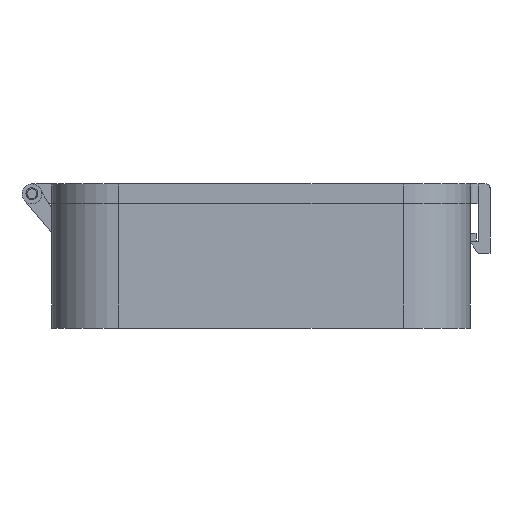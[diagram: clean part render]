
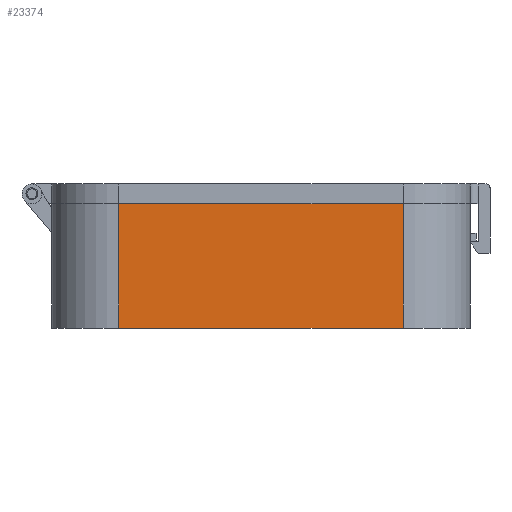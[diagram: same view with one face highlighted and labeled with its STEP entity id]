
A CAD part, front view. The second image highlights one B-rep face of the part: STEP entity #23374.
In plain terms, the highlighted planar face has unit normal (0, -1, 0).
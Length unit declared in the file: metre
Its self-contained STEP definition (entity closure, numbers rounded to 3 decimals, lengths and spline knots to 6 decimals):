
#827=PLANE('',#24419);
#2418=LINE('',#40781,#4261);
#2422=LINE('',#40797,#4265);
#2423=LINE('',#40799,#4266);
#2424=LINE('',#40801,#4267);
#4261=VECTOR('',#27084,1.);
#4265=VECTOR('',#27104,1.);
#4266=VECTOR('',#27107,1.);
#4267=VECTOR('',#27108,1.);
#10146=ORIENTED_EDGE('',*,*,#14409,.F.);
#10147=ORIENTED_EDGE('',*,*,#14417,.F.);
#10148=ORIENTED_EDGE('',*,*,#14418,.T.);
#10149=ORIENTED_EDGE('',*,*,#14419,.T.);
#14409=EDGE_CURVE('',#16997,#16998,#2418,.T.);
#14417=EDGE_CURVE('',#17001,#16997,#2422,.T.);
#14418=EDGE_CURVE('',#17001,#17002,#2423,.T.);
#14419=EDGE_CURVE('',#17002,#16998,#2424,.T.);
#16997=VERTEX_POINT('',#40780);
#16998=VERTEX_POINT('',#40782);
#17001=VERTEX_POINT('',#40796);
#17002=VERTEX_POINT('',#40800);
#19941=EDGE_LOOP('',(#10146,#10147,#10148,#10149));
#21318=FACE_BOUND('',#19941,.T.);
#23374=ADVANCED_FACE('',(#21318),#827,.T.);
#24419=AXIS2_PLACEMENT_3D('',#40798,#27105,#27106);
#27084=DIRECTION('',(1.,0.,0.));
#27104=DIRECTION('',(0.,0.,1.));
#27105=DIRECTION('',(0.,-1.,0.));
#27106=DIRECTION('',(0.,0.,-1.));
#27107=DIRECTION('',(1.,0.,0.));
#27108=DIRECTION('',(0.,0.,1.));
#40780=CARTESIAN_POINT('',(-0.008,-0.028375,0.));
#40781=CARTESIAN_POINT('',(0.028,-0.028375,0.));
#40782=CARTESIAN_POINT('',(0.064,-0.028375,0.));
#40796=CARTESIAN_POINT('',(-0.008,-0.028375,-0.0315));
#40797=CARTESIAN_POINT('',(-0.008,-0.028375,-0.0315));
#40798=CARTESIAN_POINT('',(0.028,-0.028375,-0.0315));
#40799=CARTESIAN_POINT('',(0.028,-0.028375,-0.0315));
#40800=CARTESIAN_POINT('',(0.064,-0.028375,-0.0315));
#40801=CARTESIAN_POINT('',(0.064,-0.028375,-0.0315));
